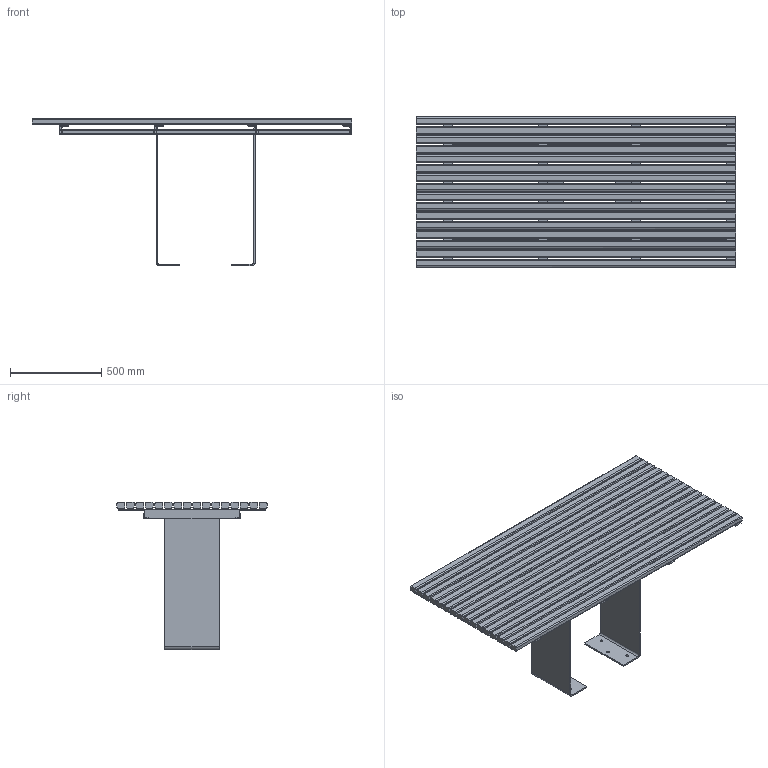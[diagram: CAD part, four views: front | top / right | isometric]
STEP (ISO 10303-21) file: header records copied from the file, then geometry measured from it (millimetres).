
FILE_DESCRIPTION(/* description */ (''),/* implementation_level */ '2;1');
FILE_NAME(/* name */ 'PRT03-A_UAP_PORT_Table_3D',/* time_stamp */ '2018-01-24T20:11:41-05:00',/* author */ (''),/* organization */ (''),/* preprocessor_version */ 'ST-DEVELOPER v15',/* originating_system */ '',/* authorisation */ '');
FILE_SCHEMA (('AUTOMOTIVE_DESIGN'));
Length unit declared in the file: millimetre
Products named in the file (1): Document
Bounding box: 1750 x 822 x 807 mm (x, y, z)
Volume: 43453113.2 mm3; surface area: 5942841 mm2
Topology: 104 solids, 104 shells, 896 faces, 2060 edges, 1368 vertices
Faces by surface type: bspline 524, plane 372
Entity records: 28212 total; most frequent: CARTESIAN_POINT 14535, ORIENTED_EDGE 4120, EDGE_CURVE 2060, VERTEX_POINT 1368, EDGE_LOOP 1176, ADVANCED_FACE 896, FACE_OUTER_BOUND 896, B_SPLINE_CURVE_WITH_KNOTS 588
